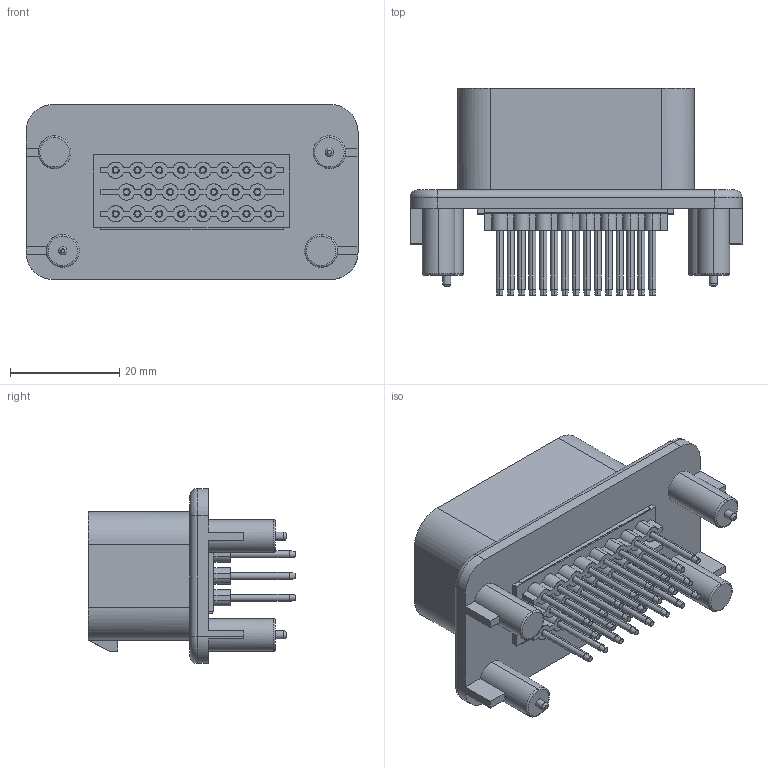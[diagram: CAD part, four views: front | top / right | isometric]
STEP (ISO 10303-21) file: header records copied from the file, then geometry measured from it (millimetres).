
FILE_DESCRIPTION( ('This file contains a STEP AP42 implementation' ,'as created by ZW3D STEP Interface translator.') ,'2;1' );
FILE_NAME( '74040-3MS023ABSMNAX(W).stp' ,'25 515.142354', (''), ('ZWCAD Software Co.'), 'Version 1.0', 'ZW3D to STEP translator', '' );
FILE_SCHEMA(('AUTOMOTIVE_DESIGN { 1 0 10303 214 1 1 1 1 }'));
Length unit declared in the file: millimetre
Products named in the file (2): 0; 74040-3MS023ABSMNAX(W)
Bounding box: 60.9 x 38.05 x 32.1 mm (x, y, z)
Volume: 11346.2 mm3; surface area: 15567.7 mm2
Topology: 17 solids, 52 shells, 1004 faces, 2450 edges, 1457 vertices
Faces by surface type: cylinder 502, plane 312, sphere 114, cone 50, torus 24, bspline 2
Full cylindrical faces by diameter (mm): 1.5 x2
Entity records: 47195 total; most frequent: CARTESIAN_POINT 27336, ORIENTED_EDGE 4530, DIRECTION 2550, EDGE_CURVE 2310, B_SPLINE_CURVE_WITH_KNOTS 1992, VERTEX_POINT 1457, AXIS2_PLACEMENT_3D 1229, EDGE_LOOP 1107
